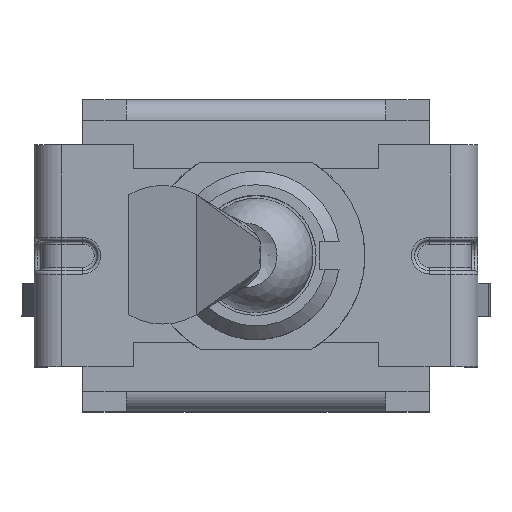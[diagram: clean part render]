
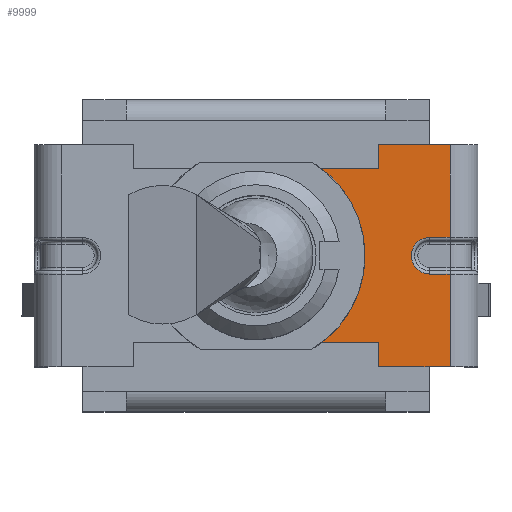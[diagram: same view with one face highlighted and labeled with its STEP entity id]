
A CAD part, top view. The second image highlights one B-rep face of the part: STEP entity #9999.
In plain terms, the highlighted planar face has unit normal (0, 0, 1).
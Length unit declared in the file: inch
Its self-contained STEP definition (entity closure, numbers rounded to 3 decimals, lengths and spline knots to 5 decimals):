
#351=CIRCLE('',#10770,0.15709);
#352=CIRCLE('',#10771,0.02638);
#969=FACE_OUTER_BOUND('',#1553,.T.);
#1553=EDGE_LOOP('',(#8203,#8204,#8205,#8206,#8207,#8208,#8209,#8210,#8211,
#8212,#8213,#8214));
#2539=LINE('',#16098,#3638);
#2540=LINE('',#16100,#3639);
#2541=LINE('',#16102,#3640);
#2542=LINE('',#16104,#3641);
#2543=LINE('',#16106,#3642);
#2544=LINE('',#16110,#3643);
#2545=LINE('',#16112,#3644);
#2546=LINE('',#16114,#3645);
#2547=LINE('',#16116,#3646);
#2548=LINE('',#16117,#3647);
#3638=VECTOR('',#13006,0.3937);
#3639=VECTOR('',#13007,0.3937);
#3640=VECTOR('',#13008,0.3937);
#3641=VECTOR('',#13009,0.3937);
#3642=VECTOR('',#13010,0.3937);
#3643=VECTOR('',#13013,0.3937);
#3644=VECTOR('',#13014,0.3937);
#3645=VECTOR('',#13015,0.3937);
#3646=VECTOR('',#13016,0.3937);
#3647=VECTOR('',#13017,0.3937);
#4578=VERTEX_POINT('',#16094);
#4579=VERTEX_POINT('',#16095);
#4580=VERTEX_POINT('',#16097);
#4581=VERTEX_POINT('',#16099);
#4582=VERTEX_POINT('',#16101);
#4583=VERTEX_POINT('',#16103);
#4584=VERTEX_POINT('',#16105);
#4585=VERTEX_POINT('',#16107);
#4586=VERTEX_POINT('',#16109);
#4587=VERTEX_POINT('',#16111);
#4588=VERTEX_POINT('',#16113);
#4589=VERTEX_POINT('',#16115);
#5838=EDGE_CURVE('',#4578,#4579,#351,.T.);
#5839=EDGE_CURVE('',#4578,#4580,#2539,.T.);
#5840=EDGE_CURVE('',#4580,#4581,#2540,.T.);
#5841=EDGE_CURVE('',#4582,#4581,#2541,.T.);
#5842=EDGE_CURVE('',#4582,#4583,#2542,.T.);
#5843=EDGE_CURVE('',#4584,#4583,#2543,.T.);
#5844=EDGE_CURVE('',#4585,#4584,#352,.T.);
#5845=EDGE_CURVE('',#4586,#4585,#2544,.T.);
#5846=EDGE_CURVE('',#4586,#4587,#2545,.T.);
#5847=EDGE_CURVE('',#4588,#4587,#2546,.T.);
#5848=EDGE_CURVE('',#4588,#4589,#2547,.T.);
#5849=EDGE_CURVE('',#4589,#4579,#2548,.T.);
#8203=ORIENTED_EDGE('',*,*,#5838,.F.);
#8204=ORIENTED_EDGE('',*,*,#5839,.T.);
#8205=ORIENTED_EDGE('',*,*,#5840,.T.);
#8206=ORIENTED_EDGE('',*,*,#5841,.F.);
#8207=ORIENTED_EDGE('',*,*,#5842,.T.);
#8208=ORIENTED_EDGE('',*,*,#5843,.F.);
#8209=ORIENTED_EDGE('',*,*,#5844,.F.);
#8210=ORIENTED_EDGE('',*,*,#5845,.F.);
#8211=ORIENTED_EDGE('',*,*,#5846,.T.);
#8212=ORIENTED_EDGE('',*,*,#5847,.F.);
#8213=ORIENTED_EDGE('',*,*,#5848,.T.);
#8214=ORIENTED_EDGE('',*,*,#5849,.T.);
#9535=PLANE('',#10769);
#9999=ADVANCED_FACE('',(#969),#9535,.T.);
#10769=AXIS2_PLACEMENT_3D('',#16093,#13002,#13003);
#10770=AXIS2_PLACEMENT_3D('',#16096,#13004,#13005);
#10771=AXIS2_PLACEMENT_3D('',#16108,#13011,#13012);
#13002=DIRECTION('center_axis',(0.,0.,
1.));
#13003=DIRECTION('ref_axis',(1.,0.,0.));
#13004=DIRECTION('center_axis',(0.,0.,
1.));
#13005=DIRECTION('ref_axis',(1.,0.,0.));
#13006=DIRECTION('',(1.,0.,0.));
#13007=DIRECTION('',(0.,-1.,0.));
#13008=DIRECTION('',(-1.,0.,0.));
#13009=DIRECTION('',(0.,1.,0.));
#13010=DIRECTION('',(1.,0.,0.));
#13011=DIRECTION('center_axis',(0.,0.,
1.));
#13012=DIRECTION('ref_axis',(-1.,0.,0.));
#13013=DIRECTION('',(-1.,0.,0.));
#13014=DIRECTION('',(0.,1.,0.));
#13015=DIRECTION('',(1.,0.,0.));
#13016=DIRECTION('',(0.,-1.,0.));
#13017=DIRECTION('',(-1.,0.,0.));
#16093=CARTESIAN_POINT('Origin',(0.,0.,
0.37008));
#16094=CARTESIAN_POINT('',(0.09462,-0.12539,0.37008));
#16095=CARTESIAN_POINT('',(0.09462,0.12539,0.37008));
#16096=CARTESIAN_POINT('Origin',(0.,0.,
0.37008));
#16097=CARTESIAN_POINT('',(0.17717,-0.12539,0.37008));
#16098=CARTESIAN_POINT('',(0.08858,-0.12539,0.37008));
#16099=CARTESIAN_POINT('',(0.17717,-0.16004,0.37008));
#16100=CARTESIAN_POINT('',(0.17717,-0.08002,0.37008));
#16101=CARTESIAN_POINT('',(0.27992,-0.16004,0.37008));
#16102=CARTESIAN_POINT('',(0.32008,-0.16004,0.37008));
#16103=CARTESIAN_POINT('',(0.27992,-0.02638,0.37008));
#16104=CARTESIAN_POINT('',(0.27992,-0.08002,0.37008));
#16105=CARTESIAN_POINT('',(0.25039,-0.02638,0.37008));
#16106=CARTESIAN_POINT('',(0.16004,-0.02638,0.37008));
#16107=CARTESIAN_POINT('',(0.25039,0.02638,0.37008));
#16108=CARTESIAN_POINT('Origin',(0.25039,0.,
0.37008));
#16109=CARTESIAN_POINT('',(0.27992,0.02638,0.37008));
#16110=CARTESIAN_POINT('',(0.16004,0.02638,0.37008));
#16111=CARTESIAN_POINT('',(0.27992,0.16004,0.37008));
#16112=CARTESIAN_POINT('',(0.27992,-0.08002,0.37008));
#16113=CARTESIAN_POINT('',(0.17717,0.16004,0.37008));
#16114=CARTESIAN_POINT('',(-0.32008,0.16004,0.37008));
#16115=CARTESIAN_POINT('',(0.17717,0.12539,0.37008));
#16116=CARTESIAN_POINT('',(0.17717,0.0627,0.37008));
#16117=CARTESIAN_POINT('',(-0.08858,0.12539,0.37008));
